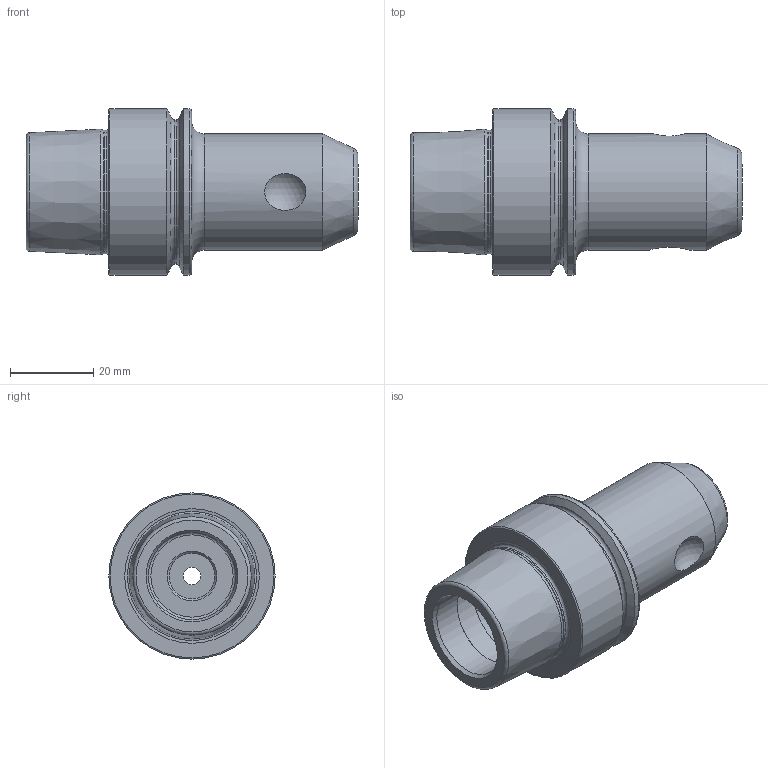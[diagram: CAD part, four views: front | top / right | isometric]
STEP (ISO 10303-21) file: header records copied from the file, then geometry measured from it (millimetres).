
FILE_DESCRIPTION (( 'STEP AP214' ), '1' );
FILE_NAME ('HE4.W08.K01.060.STEP', '2020-07-07T12:04:21', ( '' ), ( '' ), 'SwSTEP 2.0', 'SolidWorks 2017', '' );
FILE_SCHEMA (( 'AUTOMOTIVE_DESIGN' ));
Length unit declared in the file: millimetre
Products named in the file (3): HE4.W08.K01.060; W08-ER1.001.010; HE4-W08.K01.060_B_Fertigbearbeitung
Assembly tree (2 placements, depth 2):
  HE4.W08.K01.060
    HE4-W08.K01.060_B_Fertigbearbeitung
    W08-ER1.001.010
Bounding box: 79.9 x 40 x 40 mm (x, y, z)
Volume: 47029.9 mm3; surface area: 14055.4 mm2
Topology: 2 solids, 2 shells, 64 faces, 120 edges, 70 vertices
Faces by surface type: plane 19, cylinder 15, torus 15, cone 13, bspline 1, sphere 1
Full cylindrical faces by diameter (mm): 4.2 x1, 6.8 x1, 8 x2, 8.6 x1, 11 x1, 12.5 x1, 21 x2, 25.5 x1, 28 x1, 29.707 x1, 34.75 x1, 40 x2
Entity records: 2101 total; most frequent: CARTESIAN_POINT 573, DIRECTION 260, ORIENTED_EDGE 150, EDGE_LOOP 122, AXIS2_PLACEMENT_3D 121, FACE_OUTER_BOUND 95, EDGE_CURVE 75, VERTEX_POINT 69
